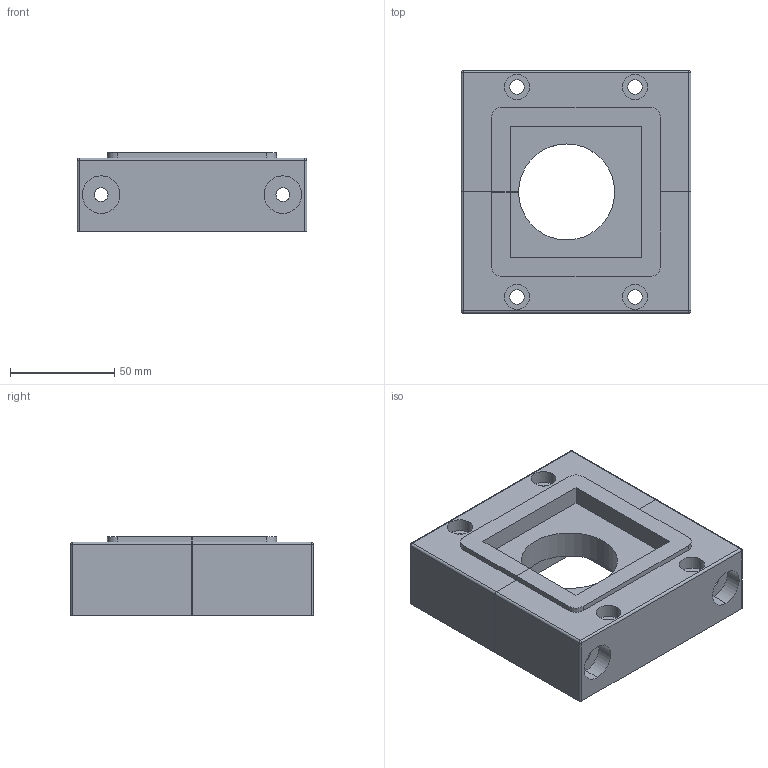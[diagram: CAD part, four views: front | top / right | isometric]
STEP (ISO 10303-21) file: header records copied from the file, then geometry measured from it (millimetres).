
FILE_DESCRIPTION(('STEP AP242'),'1');
FILE_NAME('42360.stp','2020-06-03T13:14:00',('TraceParts'),('TraceParts S.A.'),'Spatial InterOp 3D',' ',' ');
FILE_SCHEMA(('AP242_MANAGED_MODEL_BASED_3D_ENGINEERING_MIM_LF {1 0 10303 442 1 1 4}'));
Length unit declared in the file: millimetre
Products named in the file (1): 42360_1
Bounding box: 110 x 116 x 37.5 mm (x, y, z)
Volume: 330024.3 mm3; surface area: 84495.7 mm2
Topology: 3 solids, 3 shells, 137 faces, 361 edges, 234 vertices
Faces by surface type: plane 85, cylinder 48, sphere 4
Entity records: 4249 total; most frequent: CARTESIAN_POINT 740, DIRECTION 730, ORIENTED_EDGE 714, EDGE_CURVE 357, LINE 258, VECTOR 258, AXIS2_PLACEMENT_3D 236, VERTEX_POINT 234
